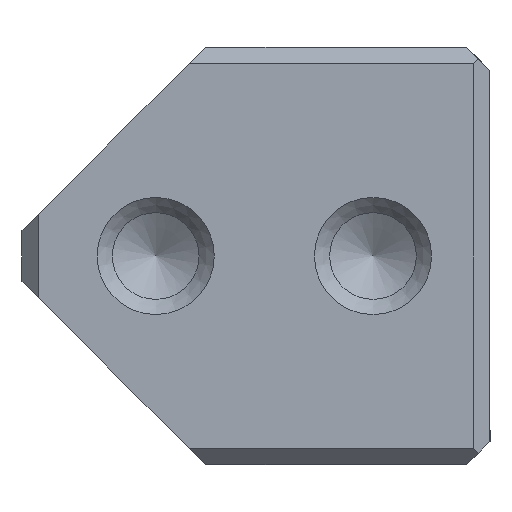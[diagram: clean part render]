
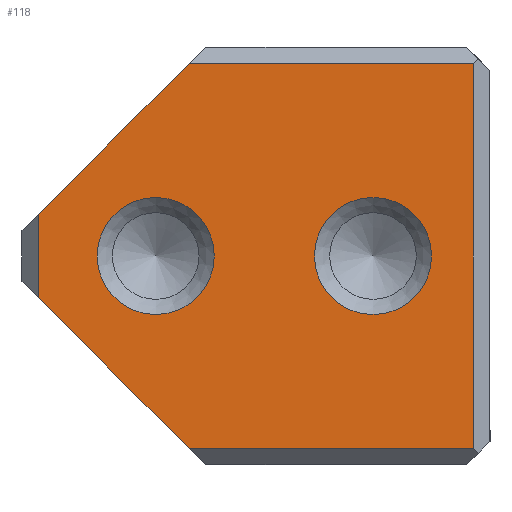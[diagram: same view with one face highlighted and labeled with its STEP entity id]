
A CAD part, left-side view. The second image highlights one B-rep face of the part: STEP entity #118.
In plain terms, the highlighted planar face has unit normal (-1, 0, 0).
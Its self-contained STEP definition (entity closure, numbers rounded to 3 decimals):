
#118=ADVANCED_FACE('',(#352,#353,#354),#213,.T.);
#213=PLANE('',#1372);
#250=LINE('',#2009,#298);
#251=LINE('',#2012,#299);
#252=LINE('',#2014,#300);
#253=LINE('',#2016,#301);
#254=LINE('',#2018,#302);
#255=LINE('',#2020,#303);
#298=VECTOR('',#1584,1.);
#299=VECTOR('',#1585,1.);
#300=VECTOR('',#1586,1.);
#301=VECTOR('',#1587,1.);
#302=VECTOR('',#1588,1.);
#303=VECTOR('',#1589,1.);
#352=FACE_BOUND('',#541,.T.);
#353=FACE_BOUND('',#542,.T.);
#354=FACE_BOUND('',#543,.T.);
#541=EDGE_LOOP('',(#745));
#542=EDGE_LOOP('',(#746));
#543=EDGE_LOOP('',(#747,#748,#749,#750,#751,#752));
#745=ORIENTED_EDGE('',*,*,#1147,.T.);
#746=ORIENTED_EDGE('',*,*,#1148,.T.);
#747=ORIENTED_EDGE('',*,*,#1149,.T.);
#748=ORIENTED_EDGE('',*,*,#1150,.T.);
#749=ORIENTED_EDGE('',*,*,#1151,.T.);
#750=ORIENTED_EDGE('',*,*,#1152,.T.);
#751=ORIENTED_EDGE('',*,*,#1153,.T.);
#752=ORIENTED_EDGE('',*,*,#1154,.T.);
#1021=VERTEX_POINT('',#2006);
#1022=VERTEX_POINT('',#2008);
#1023=VERTEX_POINT('',#2010);
#1024=VERTEX_POINT('',#2011);
#1025=VERTEX_POINT('',#2013);
#1026=VERTEX_POINT('',#2015);
#1027=VERTEX_POINT('',#2017);
#1028=VERTEX_POINT('',#2019);
#1147=EDGE_CURVE('',#1021,#1021,#1277,.T.);
#1148=EDGE_CURVE('',#1022,#1022,#1278,.T.);
#1149=EDGE_CURVE('',#1023,#1024,#250,.T.);
#1150=EDGE_CURVE('',#1024,#1025,#251,.T.);
#1151=EDGE_CURVE('',#1025,#1026,#252,.T.);
#1152=EDGE_CURVE('',#1026,#1027,#253,.T.);
#1153=EDGE_CURVE('',#1027,#1028,#254,.T.);
#1154=EDGE_CURVE('',#1028,#1023,#255,.T.);
#1277=CIRCLE('',#1370,3.5);
#1278=CIRCLE('',#1371,3.5);
#1370=AXIS2_PLACEMENT_3D('',#2005,#1580,#1581);
#1371=AXIS2_PLACEMENT_3D('',#2007,#1582,#1583);
#1372=AXIS2_PLACEMENT_3D('',#2021,#1590,#1591);
#1580=DIRECTION('',(1.,0.,0.));
#1581=DIRECTION('',(0.,0.,-1.));
#1582=DIRECTION('',(1.,0.,0.));
#1583=DIRECTION('',(0.,0.,-1.));
#1584=DIRECTION('',(0.,0.707,-0.707));
#1585=DIRECTION('',(0.,0.,-1.));
#1586=DIRECTION('',(0.,-0.707,-0.707));
#1587=DIRECTION('',(0.,-1.,0.));
#1588=DIRECTION('',(0.,0.,1.));
#1589=DIRECTION('',(0.,1.,0.));
#1590=DIRECTION('',(-1.,0.,0.));
#1591=DIRECTION('',(0.,0.,1.));
#2005=CARTESIAN_POINT('',(0.,20.,12.5));
#2006=CARTESIAN_POINT('',(0.,20.,9.));
#2007=CARTESIAN_POINT('',(0.,7.,12.5));
#2008=CARTESIAN_POINT('',(0.,7.,9.));
#2009=CARTESIAN_POINT('',(0.,28.001,14.001));
#2010=CARTESIAN_POINT('',(0.,18.002,24.));
#2011=CARTESIAN_POINT('',(0.,27.,15.002));
#2012=CARTESIAN_POINT('',(0.,27.,0.));
#2013=CARTESIAN_POINT('',(0.,27.,9.998));
#2014=CARTESIAN_POINT('',(0.,15.501,-1.501));
#2015=CARTESIAN_POINT('',(0.,18.002,1.));
#2016=CARTESIAN_POINT('',(0.,14.,1.));
#2017=CARTESIAN_POINT('',(0.,1.,1.));
#2018=CARTESIAN_POINT('',(0.,1.,0.));
#2019=CARTESIAN_POINT('',(0.,1.,24.));
#2020=CARTESIAN_POINT('',(0.,14.,24.));
#2021=CARTESIAN_POINT('',(0.,14.,0.));
